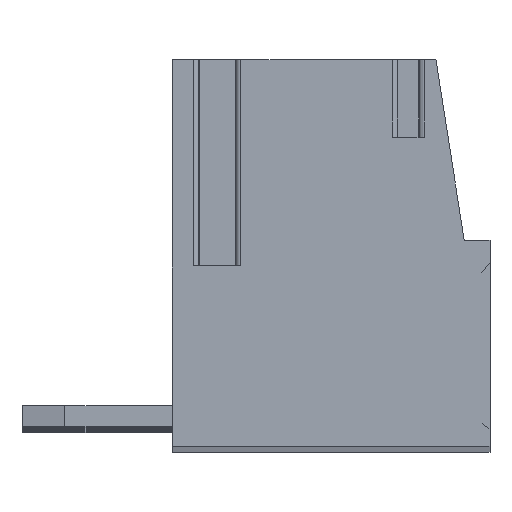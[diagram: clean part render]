
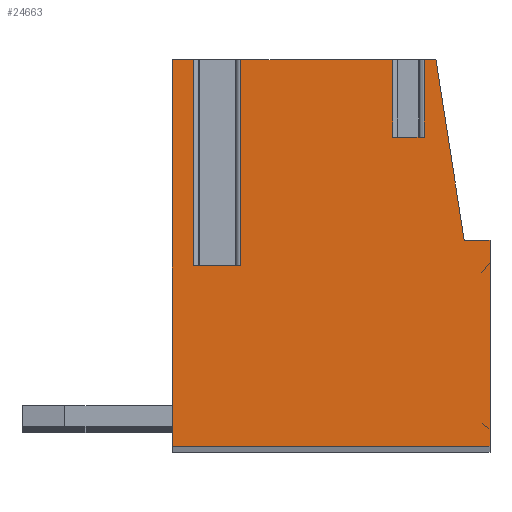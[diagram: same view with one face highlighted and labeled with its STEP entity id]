
A CAD part, top view. The second image highlights one B-rep face of the part: STEP entity #24663.
In plain terms, the highlighted planar face has unit normal (0, 0, 1).
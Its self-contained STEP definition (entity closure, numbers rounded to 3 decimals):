
#8007=DIRECTION('',(0.,1.,0.));
#8008=VECTOR('',#8007,1.8);
#8009=CARTESIAN_POINT('',(1.436,2.4,1.75));
#8010=LINE('',#8009,#8008);
#8011=DIRECTION('',(0.,1.,0.));
#8012=VECTOR('',#8011,1.8);
#8013=CARTESIAN_POINT('',(2.164,2.4,1.75));
#8014=LINE('',#8013,#8012);
#8015=DIRECTION('',(-1.,0.,0.));
#8016=VECTOR('',#8015,0.276);
#8017=CARTESIAN_POINT('',(2.44,4.2,1.75));
#8018=LINE('',#8017,#8016);
#8019=DIRECTION('',(-0.155,0.988,0.));
#8020=VECTOR('',#8019,4.252);
#8021=CARTESIAN_POINT('',(3.1,0.,1.75));
#8022=LINE('',#8021,#8020);
#8023=DIRECTION('',(-1.,0.,0.));
#8024=VECTOR('',#8023,0.6);
#8025=CARTESIAN_POINT('',(3.7,0.,1.75));
#8026=LINE('',#8025,#8024);
#8027=DIRECTION('',(0.,1.,0.));
#8028=VECTOR('',#8027,4.8);
#8029=CARTESIAN_POINT('',(3.7,-4.8,1.75));
#8030=LINE('',#8029,#8028);
#8031=DIRECTION('',(1.,0.,0.));
#8032=VECTOR('',#8031,7.4);
#8033=CARTESIAN_POINT('',(-3.7,-4.8,1.75));
#8034=LINE('',#8033,#8032);
#8035=DIRECTION('',(0.,-1.,0.));
#8036=VECTOR('',#8035,9.);
#8037=CARTESIAN_POINT('',(-3.7,4.2,1.75));
#8038=LINE('',#8037,#8036);
#8039=DIRECTION('',(-1.,0.,0.));
#8040=VECTOR('',#8039,0.504);
#8041=CARTESIAN_POINT('',(-3.196,4.2,1.75));
#8042=LINE('',#8041,#8040);
#8043=DIRECTION('',(0.,1.,0.));
#8044=VECTOR('',#8043,4.8);
#8045=CARTESIAN_POINT('',(-3.196,-0.6,1.75));
#8046=LINE('',#8045,#8044);
#8047=DIRECTION('',(-1.,0.,0.));
#8048=VECTOR('',#8047,1.093);
#8049=CARTESIAN_POINT('',(-2.104,-0.6,1.75));
#8050=LINE('',#8049,#8048);
#8051=DIRECTION('',(0.,1.,0.));
#8052=VECTOR('',#8051,4.8);
#8053=CARTESIAN_POINT('',(-2.104,-0.6,1.75));
#8054=LINE('',#8053,#8052);
#8055=DIRECTION('',(-1.,0.,0.));
#8056=VECTOR('',#8055,3.54);
#8057=CARTESIAN_POINT('',(1.436,4.2,1.75));
#8058=LINE('',#8057,#8056);
#8068=DIRECTION('',(1.,0.,0.));
#8069=VECTOR('',#8068,0.728);
#8070=CARTESIAN_POINT('',(1.436,2.4,1.75));
#8071=LINE('',#8070,#8069);
#10147=CARTESIAN_POINT('',(3.7,0.,1.75));
#10148=CARTESIAN_POINT('',(3.1,0.,1.75));
#10149=VERTEX_POINT('',#10147);
#10150=VERTEX_POINT('',#10148);
#10151=CARTESIAN_POINT('',(2.44,4.2,1.75));
#10152=VERTEX_POINT('',#10151);
#10153=CARTESIAN_POINT('',(-3.7,4.2,1.75));
#10154=CARTESIAN_POINT('',(-3.7,-4.8,1.75));
#10155=VERTEX_POINT('',#10153);
#10156=VERTEX_POINT('',#10154);
#10157=CARTESIAN_POINT('',(3.7,-4.8,1.75));
#10158=VERTEX_POINT('',#10157);
#10191=CARTESIAN_POINT('',(-2.104,-0.6,1.75));
#10192=CARTESIAN_POINT('',(-3.196,-0.6,1.75));
#10193=VERTEX_POINT('',#10191);
#10194=VERTEX_POINT('',#10192);
#10195=CARTESIAN_POINT('',(-3.196,4.2,1.75));
#10196=VERTEX_POINT('',#10195);
#10197=CARTESIAN_POINT('',(-2.104,4.2,1.75));
#10198=VERTEX_POINT('',#10197);
#10203=CARTESIAN_POINT('',(1.436,4.2,1.75));
#10204=VERTEX_POINT('',#10203);
#10206=CARTESIAN_POINT('',(2.164,4.2,1.75));
#10208=VERTEX_POINT('',#10206);
#10271=CARTESIAN_POINT('',(1.436,2.4,1.75));
#10272=VERTEX_POINT('',#10271);
#10274=CARTESIAN_POINT('',(2.164,2.4,1.75));
#10276=VERTEX_POINT('',#10274);
#24632=CARTESIAN_POINT('',(0.,0.,1.75));
#24633=DIRECTION('',(0.,0.,1.));
#24634=DIRECTION('',(1.,0.,0.));
#24635=AXIS2_PLACEMENT_3D('',#24632,#24633,#24634);
#24636=PLANE('',#24635);
#24638=ORIENTED_EDGE('',*,*,#24637,.F.);
#24640=ORIENTED_EDGE('',*,*,#24639,.T.);
#24642=ORIENTED_EDGE('',*,*,#24641,.T.);
#24643=ORIENTED_EDGE('',*,*,#13240,.F.);
#24645=ORIENTED_EDGE('',*,*,#24644,.F.);
#24647=ORIENTED_EDGE('',*,*,#24646,.F.);
#24649=ORIENTED_EDGE('',*,*,#24648,.F.);
#24651=ORIENTED_EDGE('',*,*,#24650,.F.);
#24652=ORIENTED_EDGE('',*,*,#20782,.F.);
#24653=ORIENTED_EDGE('',*,*,#13264,.F.);
#24655=ORIENTED_EDGE('',*,*,#24654,.F.);
#24657=ORIENTED_EDGE('',*,*,#24656,.F.);
#24659=ORIENTED_EDGE('',*,*,#24658,.T.);
#24660=ORIENTED_EDGE('',*,*,#13252,.F.);
#24661=EDGE_LOOP('',(#24638,#24640,#24642,#24643,#24645,#24647,#24649,#24651,
#24652,#24653,#24655,#24657,#24659,#24660));
#24662=FACE_OUTER_BOUND('',#24661,.F.);
#13240=EDGE_CURVE('',#10152,#10208,#8018,.T.);
#13252=EDGE_CURVE('',#10204,#10198,#8058,.T.);
#13264=EDGE_CURVE('',#10196,#10155,#8042,.T.);
#20782=EDGE_CURVE('',#10155,#10156,#8038,.T.);
#24637=EDGE_CURVE('',#10272,#10204,#8010,.T.);
#24639=EDGE_CURVE('',#10272,#10276,#8071,.T.);
#24641=EDGE_CURVE('',#10276,#10208,#8014,.T.);
#24644=EDGE_CURVE('',#10150,#10152,#8022,.T.);
#24646=EDGE_CURVE('',#10149,#10150,#8026,.T.);
#24648=EDGE_CURVE('',#10158,#10149,#8030,.T.);
#24650=EDGE_CURVE('',#10156,#10158,#8034,.T.);
#24654=EDGE_CURVE('',#10194,#10196,#8046,.T.);
#24656=EDGE_CURVE('',#10193,#10194,#8050,.T.);
#24658=EDGE_CURVE('',#10193,#10198,#8054,.T.);
#24663=ADVANCED_FACE('',(#24662),#24636,.T.);
